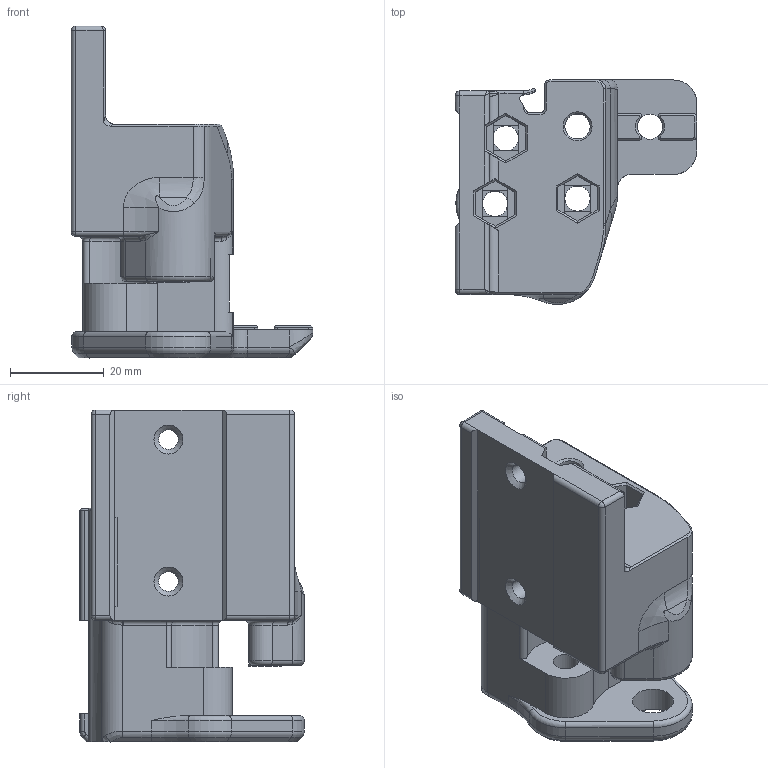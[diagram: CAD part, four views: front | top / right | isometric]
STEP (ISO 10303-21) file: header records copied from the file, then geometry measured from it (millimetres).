
FILE_DESCRIPTION(/* description */ ('Unknown'),/* implementation_level */ '2;1');
FILE_NAME(/* name */ 'Custom_XY_Joint_-_Right',/* time_stamp */ '2024-03-27T13:53:24+01:00',/* author */ ('Unknown'),/* organization */ ('Unknown'),/* preprocessor_version */ 'ST-DEVELOPER v19.4',/* originating_system */ 'Solid Edge',/* authorisation */ 'Unknown');
FILE_SCHEMA (('AUTOMOTIVE_DESIGN {1 0 10303 214 3 1 1}'));
Length unit declared in the file: millimetre
Products named in the file (1): Custom_XY_Joint_-_Right
Bounding box: 51.65 x 48.02 x 71 mm (x, y, z)
Volume: 53286.2 mm3; surface area: 19735 mm2
Topology: 1 solids, 3 shells, 464 faces, 1200 edges, 729 vertices
Faces by surface type: plane 210, cylinder 137, cone 46, bspline 37, torus 28, sphere 6
Full cylindrical faces by diameter (mm): 4.2 x2, 4.634 x8, 5.12 x8, 5.4 x8, 7 x1, 8 x1, 8.8 x2, 9 x2
Entity records: 17996 total; most frequent: CARTESIAN_POINT 6994, ORIENTED_EDGE 2364, DIRECTION 2190, EDGE_CURVE 1182, AXIS2_PLACEMENT_3D 768, VERTEX_POINT 726, LINE 654, VECTOR 654
